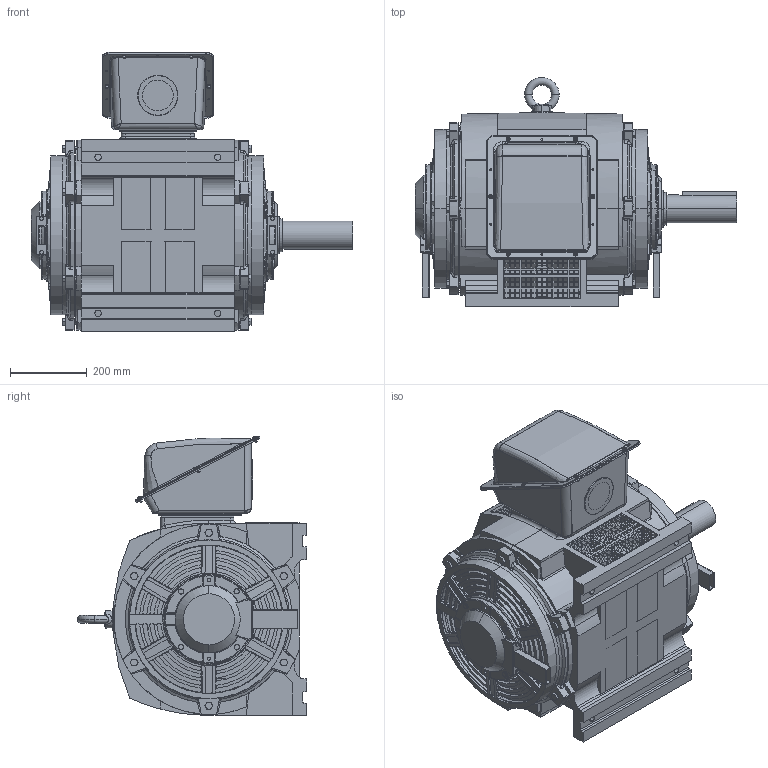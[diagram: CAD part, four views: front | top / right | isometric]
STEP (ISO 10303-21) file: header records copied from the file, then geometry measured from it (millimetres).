
FILE_DESCRIPTION (( 'STEP AP214' ), '1' );
FILE_NAME ('ASHH-- 404T.STEP', '2020-06-09T03:17:07', ( '' ), ( '' ), 'SwSTEP 2.0', 'SolidWorks 2018', '' );
FILE_SCHEMA (( 'AUTOMOTIVE_DESIGN' ));
Length unit declared in the file: millimetre
Products named in the file (1): ASHH-- 404T
Bounding box: 837.87 x 596 x 727.79 mm (x, y, z)
Volume: 106066544.9 mm3; surface area: 3236286 mm2
Topology: 25 solids, 45 shells, 4494 faces, 12005 edges, 7674 vertices
Faces by surface type: plane 2243, cylinder 1293, cone 374, bspline 346, torus 196, sphere 42
Entity records: 172659 total; most frequent: CARTESIAN_POINT 63358, ORIENTED_EDGE 23922, DIRECTION 20635, EDGE_CURVE 11961, VERTEX_POINT 7674, AXIS2_PLACEMENT_3D 7040, LINE 6555, VECTOR 6555
